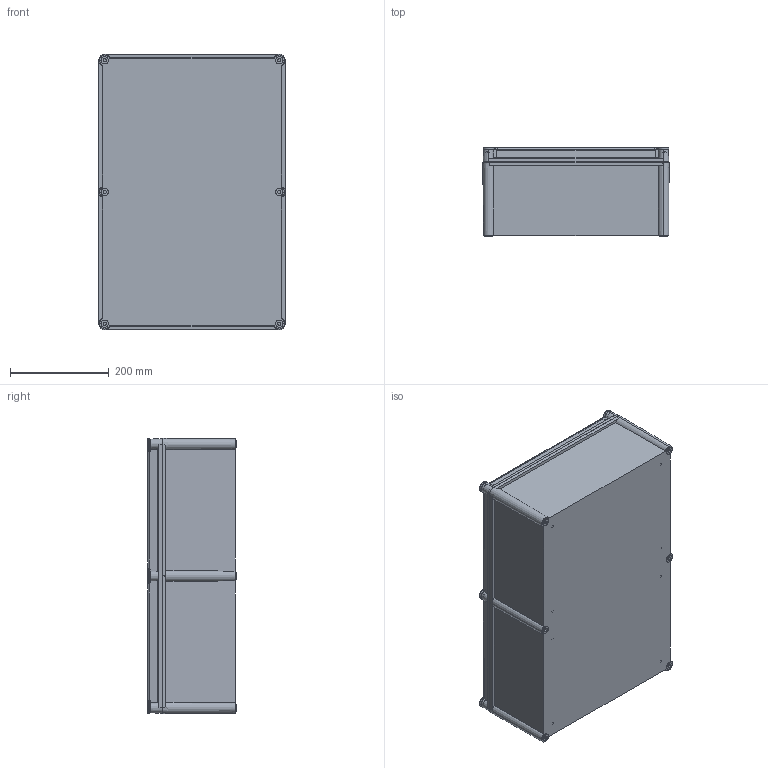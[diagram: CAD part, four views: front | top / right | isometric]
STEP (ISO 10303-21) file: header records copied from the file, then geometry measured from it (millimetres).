
FILE_DESCRIPTION (( 'STEP AP214' ), '1' );
FILE_NAME ('5880065_FIBOX_Solid_ABS5638_18T.STEP', '2022-12-21T09:06:46', ( 'fiboxadmin' ), ( '' ), 'SwSTEP 2.0', 'SolidWorks 2021', '' );
FILE_SCHEMA (( 'AUTOMOTIVE_DESIGN' ));
Length unit declared in the file: millimetre
Products named in the file (4): Fibox_Solid_5638_B; 5880065_FIBOX_Solid_ABS5638_18T; CS 10256 Cross head screw; FIBOX_EKU30C
Assembly tree (8 placements, depth 2):
  5880065_FIBOX_Solid_ABS5638_18T
    Fibox_Solid_5638_B
    FIBOX_EKU30C
    CS 10256 Cross head screw  x6
Bounding box: 378 x 180 x 558 mm (x, y, z)
Volume: 2664216.9 mm3; surface area: 1519830.8 mm2
Topology: 8 solids, 8 shells, 1184 faces, 3050 edges, 1904 vertices
Faces by surface type: plane 683, cylinder 264, cone 151, bspline 72, torus 14
Entity records: 20144 total; most frequent: CARTESIAN_POINT 4924, ORIENTED_EDGE 2800, DIRECTION 2791, EDGE_CURVE 1400, AXIS2_PLACEMENT_3D 1054, VERTEX_POINT 889, LINE 683, VECTOR 683
